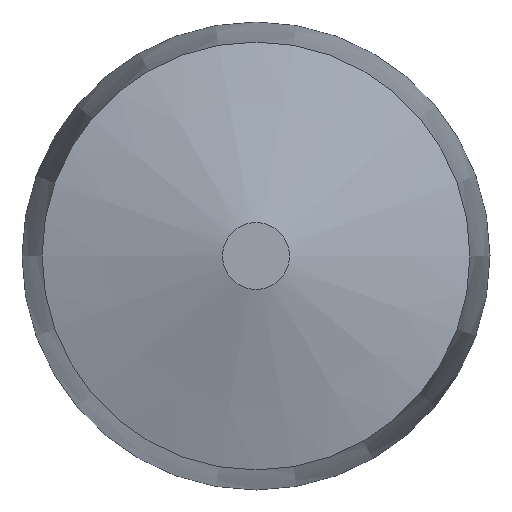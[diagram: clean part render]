
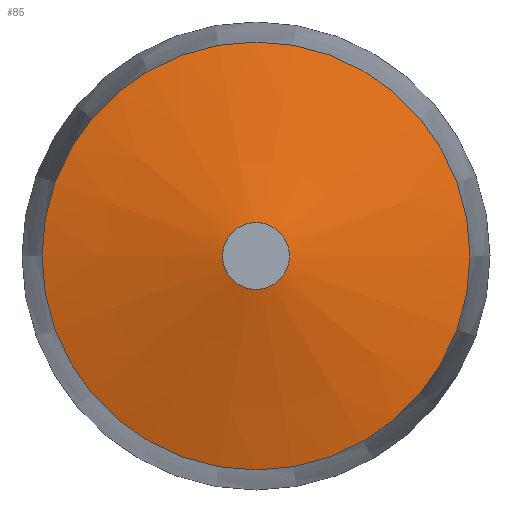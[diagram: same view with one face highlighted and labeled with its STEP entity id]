
A CAD part, left-side view. The second image highlights one B-rep face of the part: STEP entity #85.
In plain terms, the highlighted conical face has half-angle 75.466 degrees and reference radius 2.349 mm.
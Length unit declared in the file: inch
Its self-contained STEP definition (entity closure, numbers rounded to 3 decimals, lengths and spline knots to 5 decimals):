
#15=CONICAL_SURFACE($,#98,0.0925,75.466);
#20=FACE_BOUND($,#36,.T.);
#26=FACE_OUTER_BOUND($,#35,.T.);
#35=EDGE_LOOP($,(#70));
#36=EDGE_LOOP($,(#71));
#47=CIRCLE($,#96,0.025);
#49=CIRCLE($,#99,0.16);
#54=VERTEX_POINT($,#144);
#56=VERTEX_POINT($,#149);
#61=EDGE_CURVE($,#54,#54,#47,.T.);
#63=EDGE_CURVE($,#56,#56,#49,.T.);
#70=ORIENTED_EDGE($,*,*,#63,.F.);
#71=ORIENTED_EDGE($,*,*,#61,.T.);
#85=ADVANCED_FACE($,(#26,#20),#15,.T.);
#96=AXIS2_PLACEMENT_3D($,#145,#114,#115);
#98=AXIS2_PLACEMENT_3D($,#148,#118,#119);
#99=AXIS2_PLACEMENT_3D($,#150,#120,#121);
#114=DIRECTION('center_axis',(1.,0.,0.));
#115=DIRECTION('ref_axis',(0.,0.,-1.));
#118=DIRECTION('center_axis',(1.,0.,0.));
#119=DIRECTION('ref_axis',(0.,1.,0.));
#120=DIRECTION('center_axis',(1.,0.,0.));
#121=DIRECTION('ref_axis',(0.,0.,-1.));
#144=CARTESIAN_POINT('',(-0.25,0.025,0.));
#145=CARTESIAN_POINT('Origin',(-0.25,0.,0.));
#148=CARTESIAN_POINT('Origin',(-0.2325,0.,0.));
#149=CARTESIAN_POINT('',(-0.215,0.16,0.));
#150=CARTESIAN_POINT('Origin',(-0.215,0.,0.));
